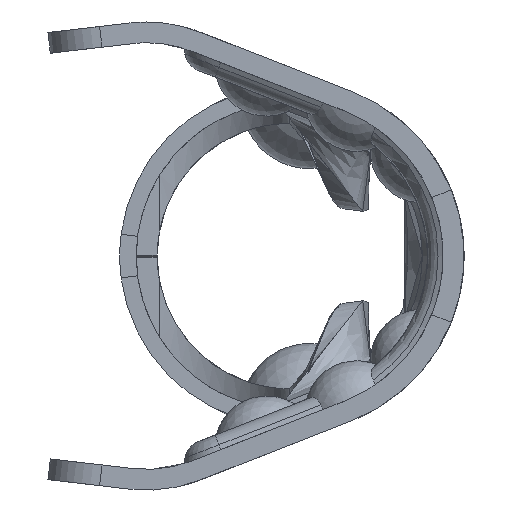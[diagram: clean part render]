
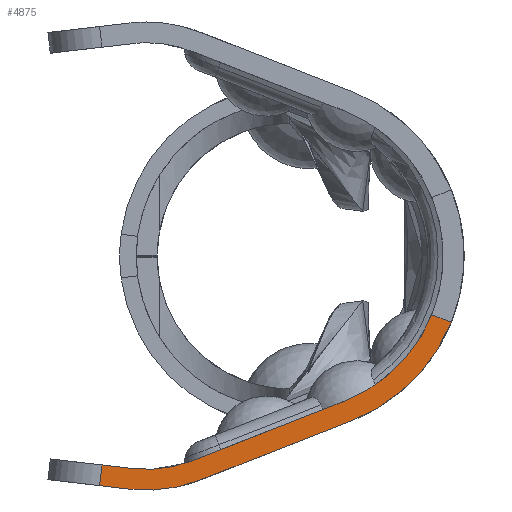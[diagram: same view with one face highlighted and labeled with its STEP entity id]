
A CAD part, left-side view. The second image highlights one B-rep face of the part: STEP entity #4875.
In plain terms, the highlighted planar face has unit normal (-1, 0, 0).
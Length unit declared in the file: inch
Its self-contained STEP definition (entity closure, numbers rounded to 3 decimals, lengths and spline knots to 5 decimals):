
#39 = LINE ( 'NONE', #6938, #18594 ) ;
#782 = EDGE_CURVE ( 'NONE', #11903, #13252, #39, .T. ) ;
#851 = VERTEX_POINT ( 'NONE', #12262 ) ;
#1587 = DIRECTION ( 'NONE',  ( -1., 0., 0. ) ) ;
#1686 = CARTESIAN_POINT ( 'NONE',  ( -1.565, -0.05213, -0.1397 ) ) ;
#1777 = EDGE_CURVE ( 'NONE', #18532, #3967, #5236, .T. ) ;
#1932 = EDGE_CURVE ( 'NONE', #13252, #18532, #5699, .T. ) ;
#2359 = DIRECTION ( 'NONE',  ( 1., 0., 0. ) ) ;
#3213 = AXIS2_PLACEMENT_3D ( 'NONE', #6644, #13558, #20432 ) ;
#3707 = DIRECTION ( 'NONE',  ( 0., 0., -1. ) ) ;
#3967 = VERTEX_POINT ( 'NONE', #17350 ) ;
#4092 = DIRECTION ( 'NONE',  ( 0., 0.993, 0.116 ) ) ;
#4275 = VERTEX_POINT ( 'NONE', #4626 ) ;
#4433 = CARTESIAN_POINT ( 'NONE',  ( -1.565, 0.0025, 0. ) ) ;
#4535 = LINE ( 'NONE', #11441, #9916 ) ;
#4626 = CARTESIAN_POINT ( 'NONE',  ( -1.565, 0.0938, -0.19676 ) ) ;
#4875 = ADVANCED_FACE ( 'NONE', ( #5749 ), #10965, .F. ) ;
#5112 = CIRCLE ( 'NONE', #20621, 0.14 ) ;
#5236 = LINE ( 'NONE', #12150, #20502 ) ;
#5316 = DIRECTION ( 'NONE',  ( 0., -0.993, -0.116 ) ) ;
#5398 = VERTEX_POINT ( 'NONE', #7427 ) ;
#5699 = CIRCLE ( 'NONE', #18345, 0.17 ) ;
#5749 = FACE_OUTER_BOUND ( 'NONE', #8615, .T. ) ;
#5865 = CARTESIAN_POINT ( 'NONE',  ( -1.565, -0.13655, -0.05625 ) ) ;
#6292 = EDGE_CURVE ( 'NONE', #16675, #11903, #12985, .T. ) ;
#6644 = CARTESIAN_POINT ( 'NONE',  ( -1.565, 0.0025, 0. ) ) ;
#6938 = CARTESIAN_POINT ( 'NONE',  ( -1.565, -0.13655, -0.05625 ) ) ;
#7427 = CARTESIAN_POINT ( 'NONE',  ( -1.565, 0.15141, -0.20419 ) ) ;
#8452 = EDGE_CURVE ( 'NONE', #851, #16130, #12701, .T. ) ;
#8496 = DIRECTION ( 'NONE',  ( 0., 0., -1. ) ) ;
#8589 = DIRECTION ( 'NONE',  ( 0., -0.931, 0.364 ) ) ;
#8615 = EDGE_LOOP ( 'NONE', ( #14264, #11126, #12518, #18282, #18958, #19113, #20594, #9199, #21435, #9143 ) ) ;
#9143 = ORIENTED_EDGE ( 'NONE', *, *, #1932, .F. ) ;
#9199 = ORIENTED_EDGE ( 'NONE', *, *, #9957, .F. ) ;
#9263 = DIRECTION ( 'NONE',  ( 0., 0., -1. ) ) ;
#9461 = EDGE_CURVE ( 'NONE', #9937, #5398, #13929, .T. ) ;
#9916 = VECTOR ( 'NONE', #18333, 39.37008 ) ;
#9937 = VERTEX_POINT ( 'NONE', #15705 ) ;
#9957 = EDGE_CURVE ( 'NONE', #3967, #851, #5112, .T. ) ;
#10965 = PLANE ( 'NONE',  #11859 ) ;
#11126 = ORIENTED_EDGE ( 'NONE', *, *, #6292, .F. ) ;
#11338 = DIRECTION ( 'NONE',  ( 1., 0., 0. ) ) ;
#11441 = CARTESIAN_POINT ( 'NONE',  ( -1.565, 0.15501, 0.0178 ) ) ;
#11597 = VECTOR ( 'NONE', #5316, 39.37008 ) ;
#11694 = AXIS2_PLACEMENT_3D ( 'NONE', #17097, #1587, #8496 ) ;
#11859 = AXIS2_PLACEMENT_3D ( 'NONE', #17859, #2359, #9263 ) ;
#11903 = VERTEX_POINT ( 'NONE', #5865 ) ;
#12150 = CARTESIAN_POINT ( 'NONE',  ( -1.565, -0.05941, -0.15833 ) ) ;
#12262 = CARTESIAN_POINT ( 'NONE',  ( -1.565, 0.15373, -0.22406 ) ) ;
#12316 = CARTESIAN_POINT ( 'NONE',  ( -1.565, 0.1375, -0.085 ) ) ;
#12518 = ORIENTED_EDGE ( 'NONE', *, *, #22155, .F. ) ;
#12701 = LINE ( 'NONE', #19579, #18799 ) ;
#12985 = CIRCLE ( 'NONE', #3213, 0.15 ) ;
#13252 = VERTEX_POINT ( 'NONE', #21096 ) ;
#13259 = CARTESIAN_POINT ( 'NONE',  ( -1.565, -0.05941, -0.15833 ) ) ;
#13558 = DIRECTION ( 'NONE',  ( -1., 0., 0. ) ) ;
#13849 = DIRECTION ( 'NONE',  ( 0., -0.927, -0.375 ) ) ;
#13929 = LINE ( 'NONE', #20803, #11597 ) ;
#14264 = ORIENTED_EDGE ( 'NONE', *, *, #782, .F. ) ;
#14392 = CARTESIAN_POINT ( 'NONE',  ( -1.565, -0.05213, -0.1397 ) ) ;
#15705 = CARTESIAN_POINT ( 'NONE',  ( -1.565, 0.18052, -0.20079 ) ) ;
#15966 = EDGE_CURVE ( 'NONE', #5398, #4275, #21428, .T. ) ;
#16130 = VERTEX_POINT ( 'NONE', #16174 ) ;
#16174 = CARTESIAN_POINT ( 'NONE',  ( -1.565, 0.18284, -0.22066 ) ) ;
#16675 = VERTEX_POINT ( 'NONE', #14392 ) ;
#17097 = CARTESIAN_POINT ( 'NONE',  ( -1.565, 0.1375, -0.085 ) ) ;
#17192 = LINE ( 'NONE', #1686, #21639 ) ;
#17321 = EDGE_CURVE ( 'NONE', #9937, #16130, #4535, .T. ) ;
#17350 = CARTESIAN_POINT ( 'NONE',  ( -1.565, 0.08652, -0.21539 ) ) ;
#17859 = CARTESIAN_POINT ( 'NONE',  ( -1.565, 0.0025, 0. ) ) ;
#18227 = DIRECTION ( 'NONE',  ( 0., 0., -1. ) ) ;
#18282 = ORIENTED_EDGE ( 'NONE', *, *, #15966, .F. ) ;
#18333 = DIRECTION ( 'NONE',  ( 0., 0.116, -0.993 ) ) ;
#18345 = AXIS2_PLACEMENT_3D ( 'NONE', #4433, #11338, #18227 ) ;
#18532 = VERTEX_POINT ( 'NONE', #13259 ) ;
#18594 = VECTOR ( 'NONE', #13849, 39.37008 ) ;
#18799 = VECTOR ( 'NONE', #4092, 39.37008 ) ;
#18958 = ORIENTED_EDGE ( 'NONE', *, *, #9461, .F. ) ;
#19033 = DIRECTION ( 'NONE',  ( 0., 0.931, -0.364 ) ) ;
#19113 = ORIENTED_EDGE ( 'NONE', *, *, #17321, .T. ) ;
#19204 = DIRECTION ( 'NONE',  ( 1., 0., 0. ) ) ;
#19579 = CARTESIAN_POINT ( 'NONE',  ( -1.565, 0.15373, -0.22406 ) ) ;
#20432 = DIRECTION ( 'NONE',  ( 0., 0., -1. ) ) ;
#20502 = VECTOR ( 'NONE', #19033, 39.37008 ) ;
#20594 = ORIENTED_EDGE ( 'NONE', *, *, #8452, .F. ) ;
#20621 = AXIS2_PLACEMENT_3D ( 'NONE', #12316, #19204, #3707 ) ;
#20803 = CARTESIAN_POINT ( 'NONE',  ( -1.565, 0.15141, -0.20419 ) ) ;
#21096 = CARTESIAN_POINT ( 'NONE',  ( -1.565, -0.15509, -0.06375 ) ) ;
#21428 = CIRCLE ( 'NONE', #11694, 0.12 ) ;
#21435 = ORIENTED_EDGE ( 'NONE', *, *, #1777, .F. ) ;
#21639 = VECTOR ( 'NONE', #8589, 39.37008 ) ;
#22155 = EDGE_CURVE ( 'NONE', #4275, #16675, #17192, .T. ) ;
